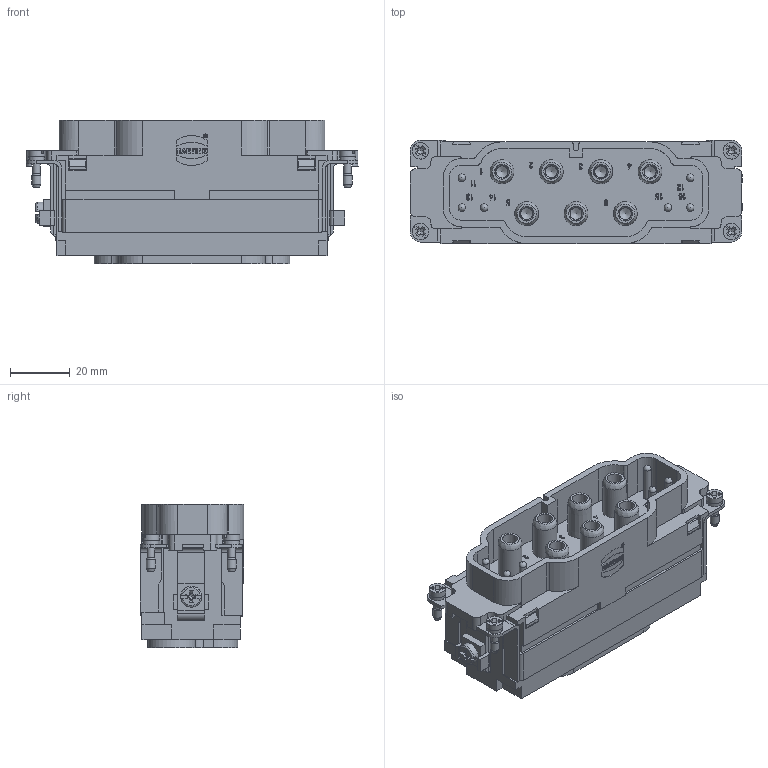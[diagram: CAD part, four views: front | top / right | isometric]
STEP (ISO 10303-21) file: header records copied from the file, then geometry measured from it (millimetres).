
FILE_DESCRIPTION(/* description */ (''),/* implementation_level */ '2;1');
FILE_NAME(/* name */ '100110676ugm000_c.stp',/* time_stamp */ '2019-04-02T09:13:19+02:00',/* author */ (''),/* organization */ (''),/* preprocessor_version */ 'ST-DEVELOPER v16.7',/* originating_system */ 'SIEMENS PLM Software NX 12.0',/* authorisation */ '');
FILE_SCHEMA (('AUTOMOTIVE_DESIGN { 1 0 10303 214 3 1 1 1 }'));
Products named in the file (1): 100110676ugm000_c
Bounding box: 111 x 34.52 x 48 mm (x, y, z)
Volume: 98679 mm3; surface area: 40372.9 mm2
Topology: 1 solids, 3 shells, 1772 faces, 5569 edges, 4604 vertices
Faces by surface type: plane 1032, extrusion 414, cylinder 179, cone 102, bspline 23, torus 14, sphere 8
Full cylindrical faces by diameter (mm): 1.139 x1, 1.346 x1, 1.8 x1, 1.921 x1, 2.5 x10, 3 x4, 3.35 x1, 3.6 x6, 4 x7, 4.95 x7, 5.3 x4, 5.5 x4, 6 x7, 7 x1, 7.25 x7, 7.97 x6, 8 x7, 11.95 x7
Entity records: 75561 total; most frequent: CARTESIAN_POINT 16882, ORIENTED_EDGE 9102, DIRECTION 7546, EDGE_CURVE 4551, VECTOR 3526, LINE 3112, VERTEX_POINT 3096, PRESENTATION_STYLE_ASSIGNMENT 2496
